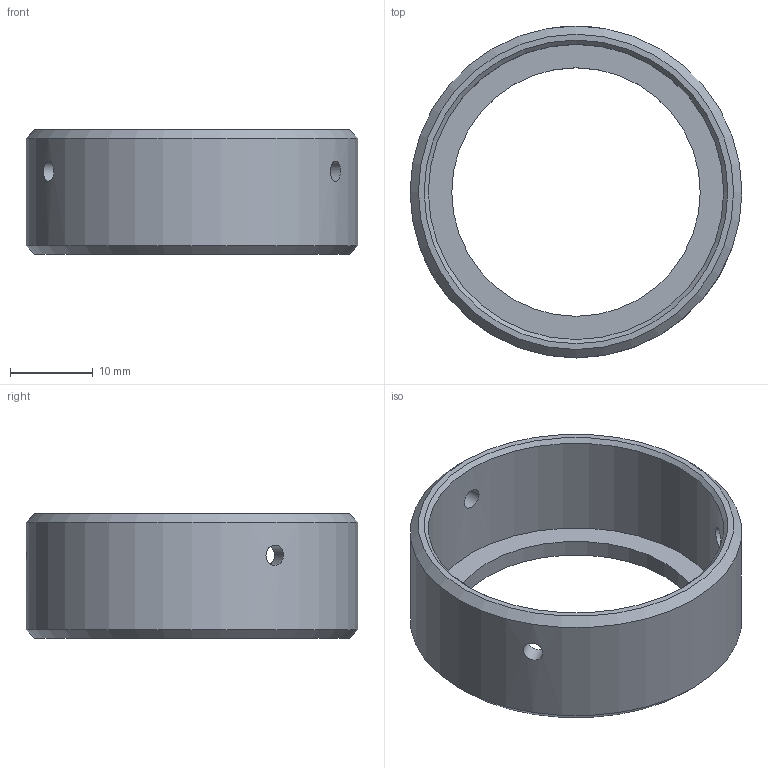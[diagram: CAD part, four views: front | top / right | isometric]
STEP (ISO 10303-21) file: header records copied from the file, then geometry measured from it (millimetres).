
FILE_DESCRIPTION(/* description */ (''),/* implementation_level */ '2;1');
FILE_NAME(/* name */ 'Filteradapter D35,5-M30.5x0,5.stp',/* time_stamp */ '2021-04-28T14:20:35+02:00',/* author */ (''),/* organization */ (''),/* preprocessor_version */ 'ST-DEVELOPER v16.5',/* originating_system */ 'Autodesk Inventor 2017',/* authorisation */ '');
FILE_SCHEMA (('AUTOMOTIVE_DESIGN { 1 0 10303 214 3 1 1 }'));
Length unit declared in the file: millimetre
Bounding box: 40 x 40 x 15 mm (x, y, z)
Volume: 4331.2 mm3; surface area: 4470.8 mm2
Topology: 1 solids, 1 shells, 12 faces, 28 edges, 19 vertices
Faces by surface type: cylinder 6, cone 3, plane 3
Full cylindrical faces by diameter (mm): 2.46 x3, 29.96 x1, 35.6 x1, 40 x1
Entity records: 608 total; most frequent: CARTESIAN_POINT 349, DIRECTION 44, EDGE_LOOP 30, ORIENTED_EDGE 30, AXIS2_PLACEMENT_3D 22, FACE_BOUND 18, VERTEX_POINT 15, EDGE_CURVE 15
